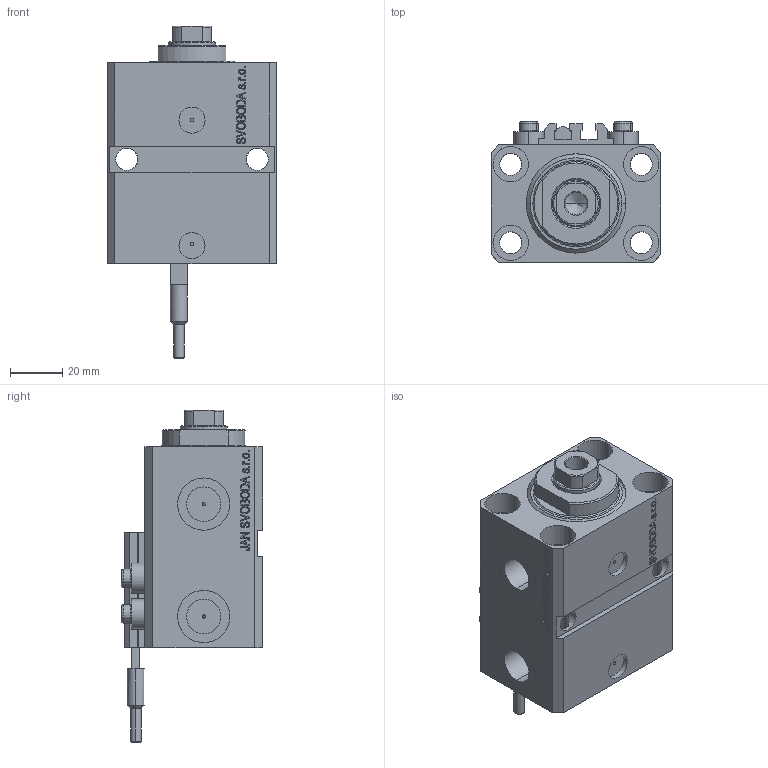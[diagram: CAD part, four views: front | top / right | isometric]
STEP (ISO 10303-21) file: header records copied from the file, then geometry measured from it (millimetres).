
FILE_DESCRIPTION (( 'STEP AP203' ), '1' );
FILE_NAME ('11b7.STEP', '2023-10-07T16:24:04', ( '' ), ( '' ), 'SwSTEP 2.0', 'SolidWorks 2019', '' );
FILE_SCHEMA (( 'CONFIG_CONTROL_DESIGN' ));
Length unit declared in the file: millimetre
Products named in the file (6): V250CE_E_Body 0316f5f412355c78c8e4ed3265a68f30; SWITCH_V250CE 0316f5f412355c78c8e4ed3265a68f30; ALLEN BOLT V250CE 0316f5f412355c78c8e4ed3265a68f30; V250CE_VC_E 0316f5f412355c78c8e4ed3265a68f30; 11b7; V250CE_C_VCP 0316f5f412355c78c8e4ed3265a68f30
Assembly tree (8 placements, depth 2):
  11b7
    V250CE_E_Body 0316f5f412355c78c8e4ed3265a68f30
    ALLEN BOLT V250CE 0316f5f412355c78c8e4ed3265a68f30  x4
    V250CE_C_VCP 0316f5f412355c78c8e4ed3265a68f30
    V250CE_VC_E 0316f5f412355c78c8e4ed3265a68f30
    SWITCH_V250CE 0316f5f412355c78c8e4ed3265a68f30
Bounding box: 65 x 54 x 127 mm (x, y, z)
Volume: 201561.2 mm3; surface area: 60560.4 mm2
Topology: 9 solids, 9 shells, 1093 faces, 2723 edges, 1762 vertices
Faces by surface type: plane 527, bspline 360, cylinder 132, cone 58, torus 16
Entity records: 47964 total; most frequent: CARTESIAN_POINT 25141, ORIENTED_EDGE 5136, DIRECTION 3384, EDGE_CURVE 2568, VERTEX_POINT 1678, LINE 1550, VECTOR 1550, EDGE_LOOP 1152
